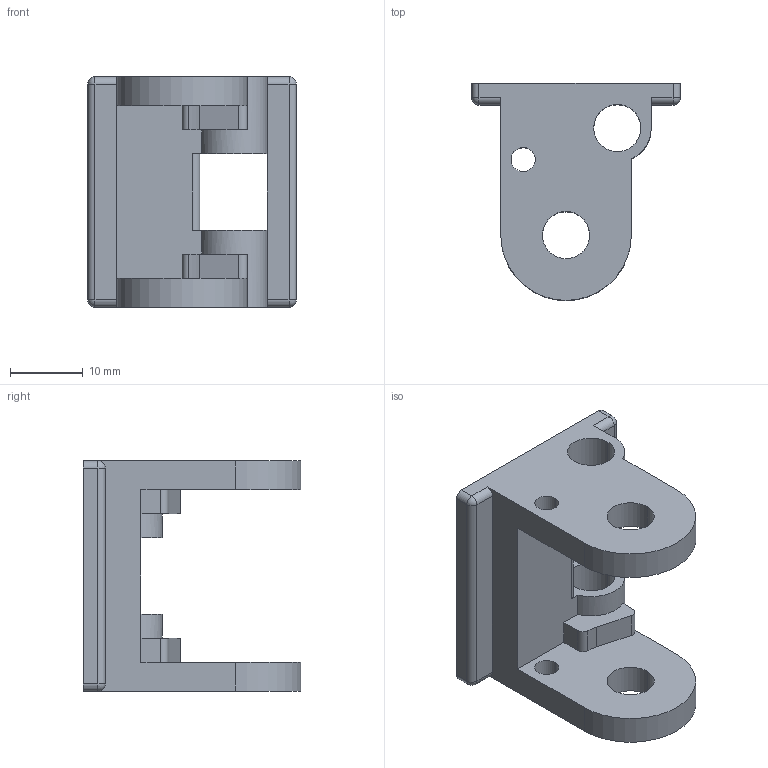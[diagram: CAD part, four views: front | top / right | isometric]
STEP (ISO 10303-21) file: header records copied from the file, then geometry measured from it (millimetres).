
FILE_DESCRIPTION (( 'STEP AP203' ), '1' );
FILE_NAME ('c1_t42.STEP', '2015-02-27T21:54:15', ( '' ), ( '' ), 'SwSTEP 2.0', 'SolidWorks 2013', '' );
FILE_SCHEMA (( 'CONFIG_CONTROL_DESIGN' ));
Length unit declared in the file: millimetre
Products named in the file (1): c1_t42
Bounding box: 28.75 x 29.94 x 31.75 mm (x, y, z)
Volume: 7461.9 mm3; surface area: 4848.8 mm2
Topology: 1 solids, 1 shells, 64 faces, 179 edges, 112 vertices
Faces by surface type: cylinder 35, plane 25, sphere 4
Entity records: 2144 total; most frequent: DIRECTION 377, CARTESIAN_POINT 352, ORIENTED_EDGE 350, EDGE_CURVE 175, AXIS2_PLACEMENT_3D 137, VERTEX_POINT 112, VECTOR 103, LINE 103
